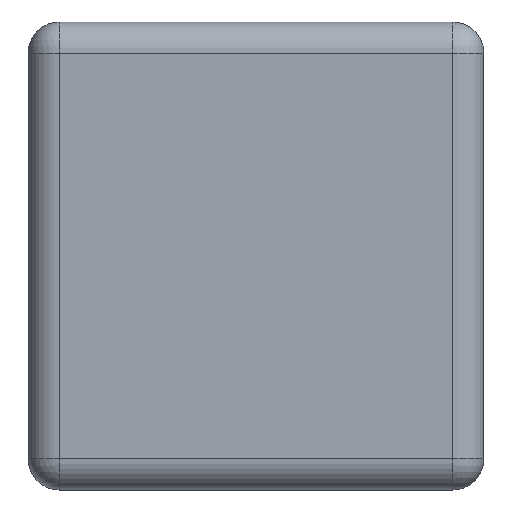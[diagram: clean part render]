
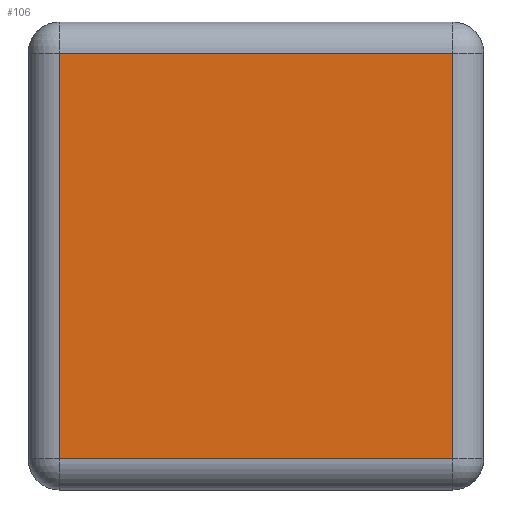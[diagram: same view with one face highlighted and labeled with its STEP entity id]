
A CAD part, front view. The second image highlights one B-rep face of the part: STEP entity #106.
In plain terms, the highlighted planar face has unit normal (0, -1, 0).
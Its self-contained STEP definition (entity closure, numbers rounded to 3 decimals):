
#12=CARTESIAN_POINT('POINT3',(146.05,7.62,521.97));
#13=VERTEX_POINT('VERTEX3',#12);
#47=CARTESIAN_POINT('POINT6',(146.05,7.62,356.87));
#48=VERTEX_POINT('VERTEX6',#47);
#71=CARTESIAN_POINT('POS9',(146.05,7.62,356.87));
#72=DIRECTION('DIR17',(0.,0.,1.));
#73=VECTOR('VEC1',#72,1.);
#74=LINE('STRAIGHT1',#71,#73);
#75=EDGE_CURVE('EDGE7',#48,#13,#74,.T.);
#76=ORIENTED_EDGE('COEDGE7',*,*,#75,.F.);
#77=CARTESIAN_POINT('POINT7',(306.07,7.62,356.87));
#78=VERTEX_POINT('VERTEX7',#77);
#79=CARTESIAN_POINT('POS10',(306.07,7.62,356.87));
#80=DIRECTION('DIR18',(-1.,0.,0.));
#81=VECTOR('VEC2',#80,1.);
#82=LINE('STRAIGHT2',#79,#81);
#83=EDGE_CURVE('EDGE8',#78,#48,#82,.T.);
#84=ORIENTED_EDGE('COEDGE8',*,*,#83,.F.);
#85=CARTESIAN_POINT('POINT8',(306.07,7.62,521.97));
#86=VERTEX_POINT('VERTEX8',#85);
#87=CARTESIAN_POINT('POS11',(306.07,7.62,521.97));
#88=DIRECTION('DIR19',(0.,0.,-1.));
#89=VECTOR('VEC3',#88,1.);
#90=LINE('STRAIGHT3',#87,#89);
#91=EDGE_CURVE('EDGE9',#86,#78,#90,.T.);
#92=ORIENTED_EDGE('COEDGE9',*,*,#91,.F.);
#93=CARTESIAN_POINT('POS12',(146.05,7.62,521.97));
#94=DIRECTION('DIR20',(1.,0.,0.));
#95=VECTOR('VEC4',#94,1.);
#96=LINE('STRAIGHT4',#93,#95);
#97=EDGE_CURVE('EDGE10',#13,#86,#96,.T.);
#98=ORIENTED_EDGE('COEDGE10',*,*,#97,.F.);
#99=EDGE_LOOP('NONE',(#76,#84,#92,#98));
#100=FACE_BOUND('LOOP1',#99,.T.);
#101=CARTESIAN_POINT('POS13',(133.35,7.62,344.17));
#102=DIRECTION('DIR21',(0.,1.,0.));
#103=DIRECTION('DIR22',(1.,0.,0.));
#104=AXIS2_PLACEMENT_3D('AXIS9',#101,#102,#103);
#105=PLANE('PLANE1',#104);
#106=ADVANCED_FACE('FACE3',(#100),#105,.F.);
